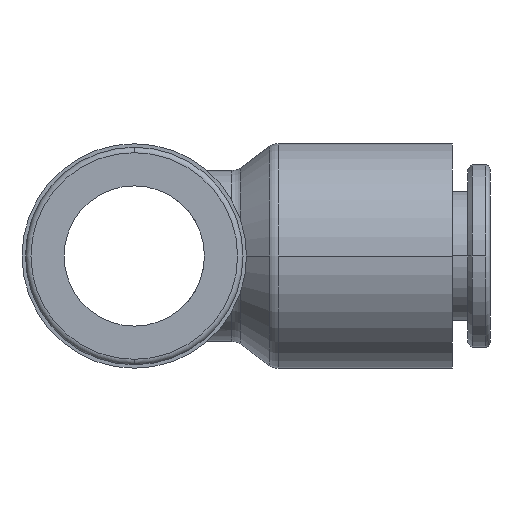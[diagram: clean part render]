
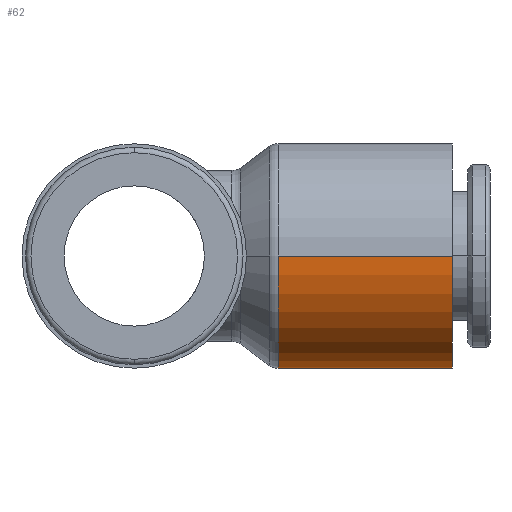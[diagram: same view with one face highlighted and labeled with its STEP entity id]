
A CAD part, left-side view. The second image highlights one B-rep face of the part: STEP entity #62.
In plain terms, the highlighted cylindrical face has radius 8 mm (diameter 16 mm), a partial arc.
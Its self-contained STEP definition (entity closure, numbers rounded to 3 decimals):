
#62=ADVANCED_FACE('',(#169),#170,.T.);
#169=FACE_OUTER_BOUND('',#362,.T.);
#170=CYLINDRICAL_SURFACE('',#363,8.0);
#362=EDGE_LOOP('',(#653,#654,#655,#656,#657));
#363=AXIS2_PLACEMENT_3D('',#658,#659,#660);
#653=ORIENTED_EDGE('',*,*,#1335,.F.);
#654=ORIENTED_EDGE('',*,*,#1336,.T.);
#655=ORIENTED_EDGE('',*,*,#1337,.T.);
#656=ORIENTED_EDGE('',*,*,#1338,.F.);
#657=ORIENTED_EDGE('',*,*,#1339,.F.);
#658=CARTESIAN_POINT('',(0.,-16.45,0.));
#659=DIRECTION('',(0.,-1.0,0.));
#660=DIRECTION('',(-1.0,0.,0.));
#1335=EDGE_CURVE('',#1632,#1633,#1634,.T.);
#1336=EDGE_CURVE('',#1632,#1635,#1636,.T.);
#1337=EDGE_CURVE('',#1635,#1637,#1638,.T.);
#1338=EDGE_CURVE('',#1639,#1637,#1640,.T.);
#1339=EDGE_CURVE('',#1633,#1639,#1641,.T.);
#1632=VERTEX_POINT('',#2043);
#1633=VERTEX_POINT('',#2044);
#1634=LINE('',#2045,#2046);
#1635=VERTEX_POINT('',#2047);
#1636=CIRCLE('',#2048,8.0);
#1637=VERTEX_POINT('',#2049);
#1638=CIRCLE('',#2050,8.0);
#1639=VERTEX_POINT('',#2051);
#1640=LINE('',#2052,#2053);
#1641=CIRCLE('',#2054,8.0);
#2043=CARTESIAN_POINT('',(-8.0,-10.25,0.));
#2044=CARTESIAN_POINT('',(-8.0,-22.65,0.));
#2045=CARTESIAN_POINT('',(-8.0,-16.45,0.));
#2046=VECTOR('',#2737,1.0);
#2047=CARTESIAN_POINT('',(0.,-10.25,-8.0));
#2048=AXIS2_PLACEMENT_3D('',#2738,#2739,#2740);
#2049=CARTESIAN_POINT('',(8.0,-10.25,0.));
#2050=AXIS2_PLACEMENT_3D('',#2741,#2742,#2743);
#2051=CARTESIAN_POINT('',(8.0,-22.65,0.));
#2052=CARTESIAN_POINT('',(8.0,-16.45,0.));
#2053=VECTOR('',#2744,1.0);
#2054=AXIS2_PLACEMENT_3D('',#2745,#2746,#2747);
#2737=DIRECTION('',(0.,-1.0,0.));
#2738=CARTESIAN_POINT('',(0.,-10.25,0.));
#2739=DIRECTION('',(0.,-1.0,0.));
#2740=DIRECTION('',(-1.0,0.,0.));
#2741=CARTESIAN_POINT('',(0.,-10.25,0.));
#2742=DIRECTION('',(0.,-1.0,0.));
#2743=DIRECTION('',(-1.0,0.,0.));
#2744=DIRECTION('',(0.,1.0,0.));
#2745=CARTESIAN_POINT('',(0.,-22.65,0.));
#2746=DIRECTION('',(0.,-1.0,0.));
#2747=DIRECTION('',(-1.0,0.,0.));
